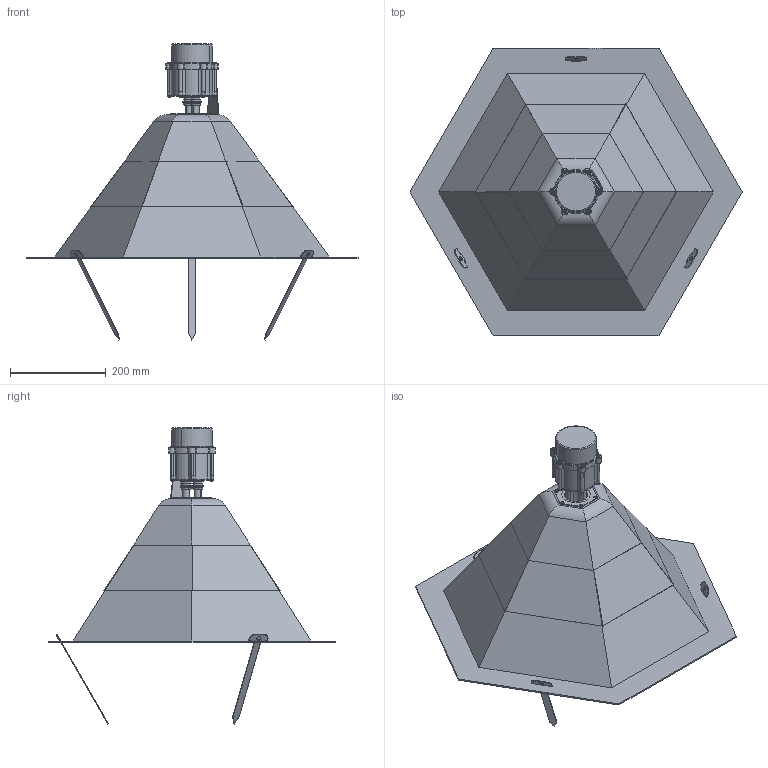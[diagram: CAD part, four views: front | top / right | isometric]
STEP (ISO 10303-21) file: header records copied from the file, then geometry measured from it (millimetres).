
FILE_DESCRIPTION (( 'STEP AP214' ), '1' );
FILE_NAME ('栖闉罻 歞譇擯魡 RW.STEP', '2017-06-02T08:53:24', ( '' ), ( '' ), 'SwSTEP 2.0', 'SolidWorks 2017', '' );
FILE_SCHEMA (( 'AUTOMOTIVE_DESIGN' ));
Length unit declared in the file: millimetre
Products named in the file (19): Êðûøêà; 扰鍙欙樥燲1; Ãâîçäü äëÿ êîíóñà; 矧譇擯魡 RW; 栖闉罻 歞譇擯魡 RW; 扻翴膷闉 櫡櫡 栖闉罻; 膰翴膷闉 櫡櫡; 婜縺蹞; 扻翴膷闉 憵憵 栖闉罻 1; êîíåêòîð çàæèì; êîíåêòîð ìàìà çàù¸ëêà; 膰翴膷闉 憵憵; 砎鍒鍱; ãàéêà ïîä ïðîâîäà çàæèìíàÿ; Ñáîðêà ôîíàðÿ_60; LLC-AB-60; socket button head cap screw_am_B18.3.4M - 4 x 0.7 x 10 SBHCS --N; Íèæíÿÿ Êðûøêà; 凎賥縺_1
Assembly tree (38 placements, depth 3):
  栖闉罻 歞譇擯魡 RW
    矧譇擯魡 RW
    Ãâîçäü äëÿ êîíóñà  x3
    扰鍙欙樥燲1
    Ñáîðêà ôîíàðÿ_60
      Êðûøêà
      凎賥縺_1  x3
      Íèæíÿÿ Êðûøêà
      socket button head cap screw_am_B18.3.4M - 4 x 0.7 x 10 SBHCS --N  x12
      LLC-AB-60
    ãàéêà ïîä ïðîâîäà çàæèìíàÿ  x2
    砎鍒鍱  x2
    扻翴膷闉 憵憵 栖闉罻 1  x2
      膰翴膷闉 憵憵
      êîíåêòîð ìàìà çàù¸ëêà
      êîíåêòîð çàæèì
    扻翴膷闉 櫡櫡 栖闉罻  x2
      膰翴膷闉 櫡櫡
      êîíåêòîð çàæèì
    婜縺蹞
Bounding box: 692.82 x 600 x 617.7 mm (x, y, z)
Volume: 28172897.5 mm3; surface area: 1082218.2 mm2
Topology: 38 solids, 38 shells, 1749 faces, 4549 edges, 2915 vertices
Faces by surface type: plane 817, cylinder 724, torus 86, bspline 48, cone 48, sphere 26
Entity records: 31707 total; most frequent: CARTESIAN_POINT 6174, DIRECTION 5354, ORIENTED_EDGE 4888, EDGE_CURVE 2444, AXIS2_PLACEMENT_3D 2026, VERTEX_POINT 1584, VECTOR 1302, LINE 1302
